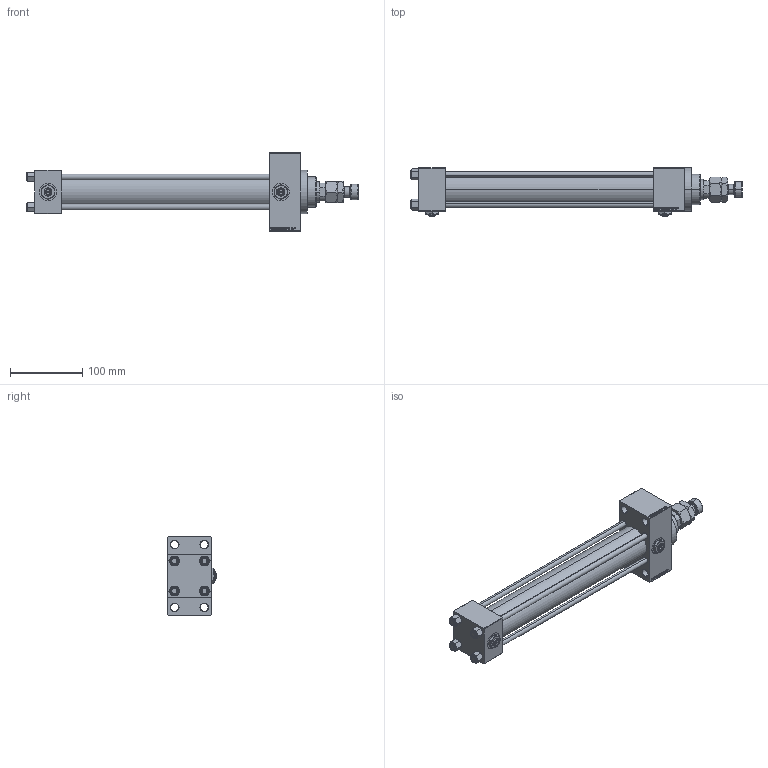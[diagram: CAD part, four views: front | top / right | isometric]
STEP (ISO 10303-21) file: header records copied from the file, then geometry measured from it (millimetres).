
FILE_DESCRIPTION (( 'STEP AP203' ), '1' );
FILE_NAME ('0bda.STEP', '2025-09-18T11:37:13', ( '' ), ( '' ), 'SwSTEP 2.0', 'SolidWorks 2019', '' );
FILE_SCHEMA (( 'CONFIG_CONTROL_DESIGN' ));
Length unit declared in the file: millimetre
Products named in the file (8): Zatka_pro_OIL_PORT a68817ee2b4322635b83c98420dd4be8; MFA a68817ee2b4322635b83c98420dd4be8; V215_VC_A a68817ee2b4322635b83c98420dd4be8; 0bda; NUT_M5_D a68817ee2b4322635b83c98420dd4be8; V215CR_D_TYCINKA a68817ee2b4322635b83c98420dd4be8; V215CR_D_Body a68817ee2b4322635b83c98420dd4be8; V215CR_VCP_D a68817ee2b4322635b83c98420dd4be8
Assembly tree (14 placements, depth 2):
  0bda
    V215CR_D_Body a68817ee2b4322635b83c98420dd4be8
    V215CR_VCP_D a68817ee2b4322635b83c98420dd4be8
    NUT_M5_D a68817ee2b4322635b83c98420dd4be8  x4
    V215CR_D_TYCINKA a68817ee2b4322635b83c98420dd4be8  x4
    V215_VC_A a68817ee2b4322635b83c98420dd4be8
    MFA a68817ee2b4322635b83c98420dd4be8
    Zatka_pro_OIL_PORT a68817ee2b4322635b83c98420dd4be8  x2
Bounding box: 460 x 67 x 109 mm (x, y, z)
Volume: 837658.7 mm3; surface area: 241559.1 mm2
Topology: 14 solids, 14 shells, 1258 faces, 3094 edges, 1981 vertices
Faces by surface type: plane 562, bspline 368, cone 212, cylinder 104, torus 12
Entity records: 50980 total; most frequent: CARTESIAN_POINT 26255, ORIENTED_EDGE 5488, DIRECTION 3662, EDGE_CURVE 2744, VERTEX_POINT 1779, VECTOR 1574, LINE 1574, EDGE_LOOP 1235
